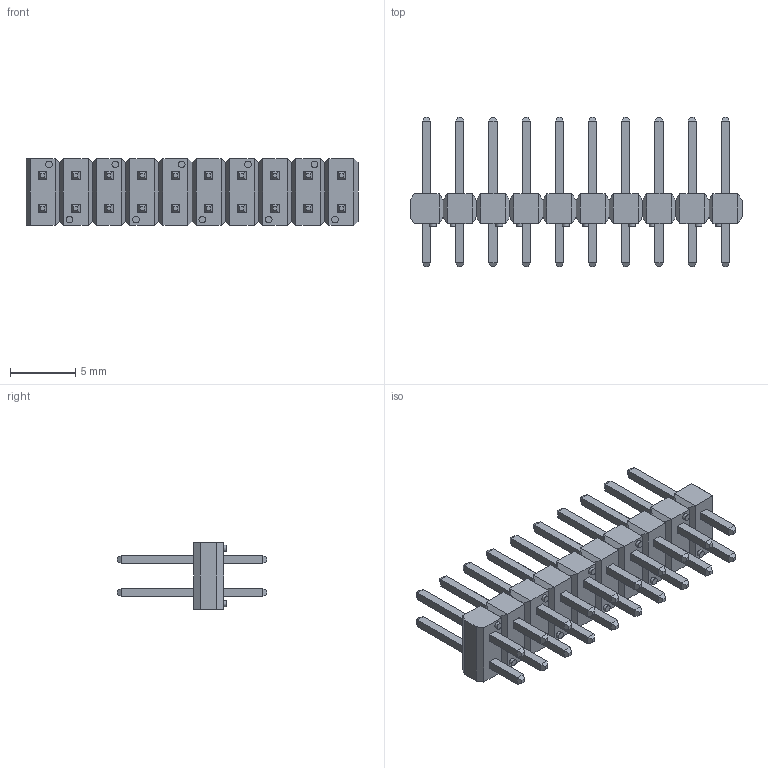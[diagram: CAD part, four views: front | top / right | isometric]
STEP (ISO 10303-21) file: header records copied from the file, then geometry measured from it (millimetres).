
FILE_DESCRIPTION (( 'STEP AP214' ), '1' );
FILE_NAME ('10419, _ _C10DAAN.STEP', '2011-12-27T08:02:45', ( 'User' ), ( '' ), 'SwSTEP 2.0', 'SolidWorks 2010', '' );
FILE_SCHEMA (( 'AUTOMOTIVE_DESIGN' ));
Length unit declared in the file: inch
Products named in the file (4): 10419, _ _C10DAAN; 10055, H36D; 10397, E_C-S_ _ FOR ASSY STRAIGHT _AA
Assembly tree (21 placements, depth 2):
  10419, _ _C10DAAN
    10397, E_C-S_ _ FOR ASSY STRAIGHT _AA  x20
    10055, H36D
  10397, E_C-S_ _ FOR ASSY STRAIGHT _AA
Bounding box: 25.4 x 11.43 x 5.08 mm (x, y, z)
Volume: 346 mm3; surface area: 1124.8 mm2
Topology: 21 solids, 21 shells, 500 faces, 1072 edges, 624 vertices
Faces by surface type: plane 490, cylinder 10
Full cylindrical faces by diameter (mm): 0.508 x10
Entity records: 6713 total; most frequent: CARTESIAN_POINT 1108, DIRECTION 1066, ORIENTED_EDGE 1060, EDGE_CURVE 530, VECTOR 510, LINE 510, VERTEX_POINT 320, EDGE_LOOP 294
